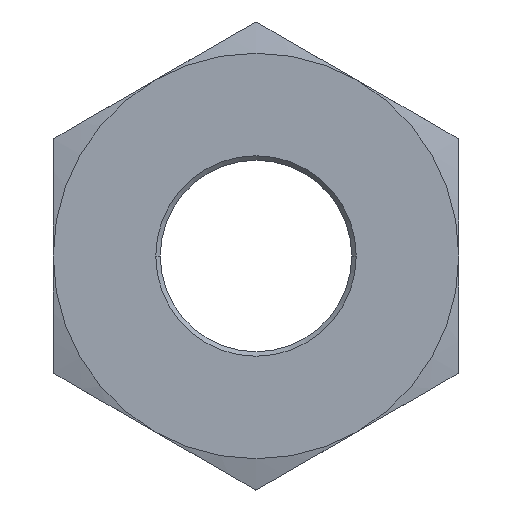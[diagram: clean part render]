
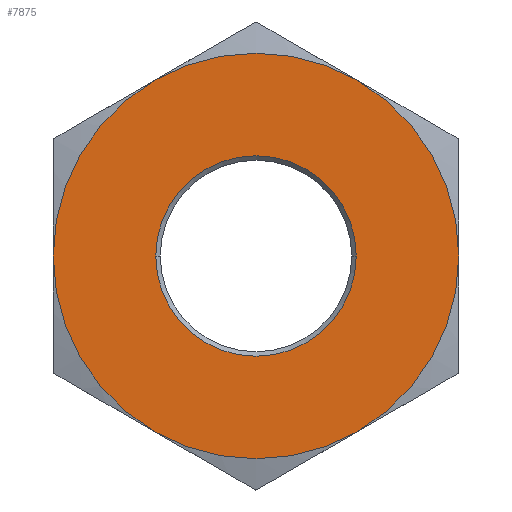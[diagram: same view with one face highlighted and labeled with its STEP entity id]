
A CAD part, front view. The second image highlights one B-rep face of the part: STEP entity #7875.
In plain terms, the highlighted planar face has unit normal (0, -1, 0).
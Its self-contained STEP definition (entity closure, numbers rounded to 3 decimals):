
#41 = VERTEX_POINT ( 'NONE', #12290 ) ;
#74 = CARTESIAN_POINT ( 'NONE',  ( -30., 0., -51.962 ) ) ;
#992 = DIRECTION ( 'NONE',  ( 1., 0., 0. ) ) ;
#1043 = CIRCLE ( 'NONE', #8600, 29.656 ) ;
#1089 = CARTESIAN_POINT ( 'NONE',  ( -60., 0., 0. ) ) ;
#1128 = ORIENTED_EDGE ( 'NONE', *, *, #5375, .F. ) ;
#1159 = DIRECTION ( 'NONE',  ( 1., 0., 0. ) ) ;
#1178 = FACE_BOUND ( 'NONE', #12377, .T. ) ;
#1300 = CARTESIAN_POINT ( 'NONE',  ( 0., 0., 0. ) ) ;
#1361 = CARTESIAN_POINT ( 'NONE',  ( 0., 0., 0. ) ) ;
#1687 = EDGE_CURVE ( 'NONE', #41, #10962, #10904, .T. ) ;
#1689 = VERTEX_POINT ( 'NONE', #1089 ) ;
#2275 = ORIENTED_EDGE ( 'NONE', *, *, #10453, .T. ) ;
#2619 = AXIS2_PLACEMENT_3D ( 'NONE', #8048, #14362, #8312 ) ;
#2631 = DIRECTION ( 'NONE',  ( 0., -1., 0. ) ) ;
#2877 = VERTEX_POINT ( 'NONE', #9307 ) ;
#2933 = VERTEX_POINT ( 'NONE', #7010 ) ;
#3146 = ORIENTED_EDGE ( 'NONE', *, *, #7833, .T. ) ;
#3250 = DIRECTION ( 'NONE',  ( 0., -1., 0. ) ) ;
#3287 = DIRECTION ( 'NONE',  ( 1., 0., 0. ) ) ;
#3385 = CARTESIAN_POINT ( 'NONE',  ( 0., 0., 0. ) ) ;
#3414 = CARTESIAN_POINT ( 'NONE',  ( 0., 0., 0. ) ) ;
#3444 = EDGE_CURVE ( 'NONE', #1689, #12630, #5461, .T. ) ;
#4668 = CARTESIAN_POINT ( 'NONE',  ( 0., 0., 0. ) ) ;
#4810 = ORIENTED_EDGE ( 'NONE', *, *, #3444, .T. ) ;
#4990 = DIRECTION ( 'NONE',  ( 0., -1., 0. ) ) ;
#5003 = AXIS2_PLACEMENT_3D ( 'NONE', #14363, #4990, #9550 ) ;
#5088 = DIRECTION ( 'NONE',  ( 1., 0., 0. ) ) ;
#5375 = EDGE_CURVE ( 'NONE', #2933, #7391, #14563, .T. ) ;
#5461 = CIRCLE ( 'NONE', #5003, 60. ) ;
#5502 = EDGE_LOOP ( 'NONE', ( #4810, #3146, #9346, #7486, #2275, #6187 ) ) ;
#5566 = AXIS2_PLACEMENT_3D ( 'NONE', #14402, #13256, #9480 ) ;
#5766 = DIRECTION ( 'NONE',  ( 0., -1., 0. ) ) ;
#6047 = DIRECTION ( 'NONE',  ( 0., -1., 0. ) ) ;
#6109 = EDGE_CURVE ( 'NONE', #2877, #1689, #10581, .T. ) ;
#6187 = ORIENTED_EDGE ( 'NONE', *, *, #6109, .T. ) ;
#6450 = CIRCLE ( 'NONE', #6605, 60. ) ;
#6605 = AXIS2_PLACEMENT_3D ( 'NONE', #3385, #5766, #3287 ) ;
#7010 = CARTESIAN_POINT ( 'NONE',  ( 29.656, 0., 0. ) ) ;
#7391 = VERTEX_POINT ( 'NONE', #11169 ) ;
#7486 = ORIENTED_EDGE ( 'NONE', *, *, #1687, .T. ) ;
#7540 = FACE_OUTER_BOUND ( 'NONE', #5502, .T. ) ;
#7833 = EDGE_CURVE ( 'NONE', #12630, #11495, #8669, .T. ) ;
#7875 = ADVANCED_FACE ( 'NONE', ( #7540, #1178 ), #11583, .F. ) ;
#7971 = CARTESIAN_POINT ( 'NONE',  ( 0., 0., 0. ) ) ;
#8048 = CARTESIAN_POINT ( 'NONE',  ( 0., 0., 0. ) ) ;
#8312 = DIRECTION ( 'NONE',  ( 1., 0., 0. ) ) ;
#8600 = AXIS2_PLACEMENT_3D ( 'NONE', #4668, #13118, #1159 ) ;
#8669 = CIRCLE ( 'NONE', #11449, 60. ) ;
#8738 = ORIENTED_EDGE ( 'NONE', *, *, #9612, .F. ) ;
#8865 = CIRCLE ( 'NONE', #2619, 60. ) ;
#9046 = CARTESIAN_POINT ( 'NONE',  ( 30., 0., 51.962 ) ) ;
#9277 = DIRECTION ( 'NONE',  ( 1., 0., 0. ) ) ;
#9307 = CARTESIAN_POINT ( 'NONE',  ( -30., 0., 51.962 ) ) ;
#9330 = AXIS2_PLACEMENT_3D ( 'NONE', #7971, #3250, #9277 ) ;
#9346 = ORIENTED_EDGE ( 'NONE', *, *, #11058, .T. ) ;
#9480 = DIRECTION ( 'NONE',  ( 0., 0., 1. ) ) ;
#9483 = DIRECTION ( 'NONE',  ( 1., 0., 0. ) ) ;
#9530 = CARTESIAN_POINT ( 'NONE',  ( 30., 0., -51.962 ) ) ;
#9550 = DIRECTION ( 'NONE',  ( 1., 0., 0. ) ) ;
#9612 = EDGE_CURVE ( 'NONE', #7391, #2933, #1043, .T. ) ;
#10375 = DIRECTION ( 'NONE',  ( 0., -1., 0. ) ) ;
#10453 = EDGE_CURVE ( 'NONE', #10962, #2877, #6450, .T. ) ;
#10581 = CIRCLE ( 'NONE', #12242, 60. ) ;
#10904 = CIRCLE ( 'NONE', #13774, 60. ) ;
#10962 = VERTEX_POINT ( 'NONE', #9046 ) ;
#11058 = EDGE_CURVE ( 'NONE', #11495, #41, #8865, .T. ) ;
#11169 = CARTESIAN_POINT ( 'NONE',  ( -29.656, 0., 0. ) ) ;
#11449 = AXIS2_PLACEMENT_3D ( 'NONE', #3414, #10375, #992 ) ;
#11495 = VERTEX_POINT ( 'NONE', #9530 ) ;
#11583 = PLANE ( 'NONE',  #5566 ) ;
#12242 = AXIS2_PLACEMENT_3D ( 'NONE', #1300, #6047, #9483 ) ;
#12290 = CARTESIAN_POINT ( 'NONE',  ( 60., 0., 0. ) ) ;
#12377 = EDGE_LOOP ( 'NONE', ( #1128, #8738 ) ) ;
#12630 = VERTEX_POINT ( 'NONE', #74 ) ;
#13118 = DIRECTION ( 'NONE',  ( 0., -1., 0. ) ) ;
#13256 = DIRECTION ( 'NONE',  ( 0., 1., 0. ) ) ;
#13774 = AXIS2_PLACEMENT_3D ( 'NONE', #1361, #2631, #5088 ) ;
#14362 = DIRECTION ( 'NONE',  ( 0., -1., 0. ) ) ;
#14363 = CARTESIAN_POINT ( 'NONE',  ( 0., 0., 0. ) ) ;
#14402 = CARTESIAN_POINT ( 'NONE',  ( 0., 0., 0. ) ) ;
#14563 = CIRCLE ( 'NONE', #9330, 29.656 ) ;
